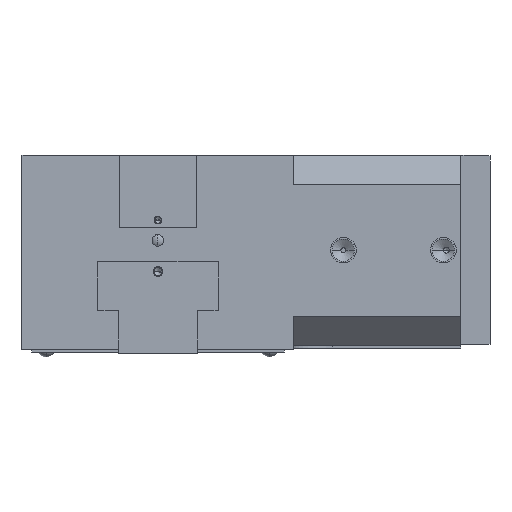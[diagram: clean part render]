
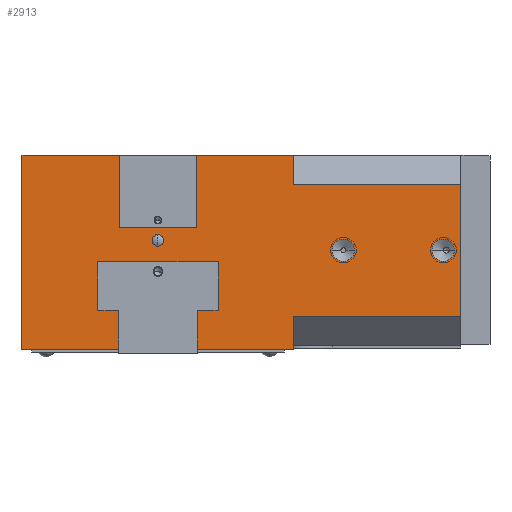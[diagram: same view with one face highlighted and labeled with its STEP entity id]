
A CAD part, left-side view. The second image highlights one B-rep face of the part: STEP entity #2913.
In plain terms, the highlighted planar face has unit normal (-1, 0, 0).
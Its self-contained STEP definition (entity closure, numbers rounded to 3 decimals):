
#2=CARTESIAN_POINT('',(-165.,0.,-44.));
#3=DIRECTION('',(1.,0.,0.));
#4=DIRECTION('',(0.,0.,-1.));
#5=AXIS2_PLACEMENT_3D('',#2,#3,#4);
#7=CARTESIAN_POINT('',(-165.,0.,-44.));
#8=DIRECTION('',(1.,0.,0.));
#9=DIRECTION('',(0.,0.,1.));
#10=AXIS2_PLACEMENT_3D('',#7,#8,#9);
#12=CARTESIAN_POINT('',(-165.,-95.5,-49.));
#13=DIRECTION('',(-1.,0.,0.));
#14=DIRECTION('',(0.,1.,0.));
#15=AXIS2_PLACEMENT_3D('',#12,#13,#14);
#17=CARTESIAN_POINT('',(-165.,-95.5,-49.));
#18=DIRECTION('',(-1.,0.,0.));
#19=DIRECTION('',(0.,-1.,0.));
#20=AXIS2_PLACEMENT_3D('',#17,#18,#19);
#22=CARTESIAN_POINT('',(-165.,-147.,-49.));
#23=DIRECTION('',(-1.,0.,0.));
#24=DIRECTION('',(0.,1.,0.));
#25=AXIS2_PLACEMENT_3D('',#22,#23,#24);
#27=CARTESIAN_POINT('',(-165.,-147.,-49.));
#28=DIRECTION('',(-1.,0.,0.));
#29=DIRECTION('',(0.,-1.,0.));
#30=AXIS2_PLACEMENT_3D('',#27,#28,#29);
#32=DIRECTION('',(0.,-1.,0.));
#33=VECTOR('',#32,86.);
#34=CARTESIAN_POINT('',(-165.,-70.,-15.));
#35=LINE('',#34,#33);
#36=DIRECTION('',(0.,1.,0.));
#37=VECTOR('',#36,86.);
#38=CARTESIAN_POINT('',(-165.,-156.,-83.));
#39=LINE('',#38,#37);
#40=DIRECTION('',(0.,1.,0.));
#41=VECTOR('',#40,49.75);
#42=CARTESIAN_POINT('',(-165.,-70.,-100.));
#43=LINE('',#42,#41);
#44=DIRECTION('',(0.,0.,1.));
#45=VECTOR('',#44,20.);
#46=CARTESIAN_POINT('',(-165.,-20.25,-100.));
#47=LINE('',#46,#45);
#48=DIRECTION('',(0.,-1.,0.));
#49=VECTOR('',#48,10.75);
#50=CARTESIAN_POINT('',(-165.,-20.25,-80.));
#51=LINE('',#50,#49);
#52=DIRECTION('',(0.,0.,1.));
#53=VECTOR('',#52,25.);
#54=CARTESIAN_POINT('',(-165.,-31.,-80.));
#55=LINE('',#54,#53);
#56=DIRECTION('',(0.,1.,0.));
#57=VECTOR('',#56,62.);
#58=CARTESIAN_POINT('',(-165.,-31.,-55.));
#59=LINE('',#58,#57);
#60=DIRECTION('',(0.,0.,-1.));
#61=VECTOR('',#60,25.);
#62=CARTESIAN_POINT('',(-165.,31.,-55.));
#63=LINE('',#62,#61);
#64=DIRECTION('',(0.,-1.,0.));
#65=VECTOR('',#64,10.75);
#66=CARTESIAN_POINT('',(-165.,31.,-80.));
#67=LINE('',#66,#65);
#68=DIRECTION('',(0.,0.,-1.));
#69=VECTOR('',#68,20.);
#70=CARTESIAN_POINT('',(-165.,20.25,-80.));
#71=LINE('',#70,#69);
#72=DIRECTION('',(0.,1.,0.));
#73=VECTOR('',#72,49.75);
#74=CARTESIAN_POINT('',(-165.,20.25,-100.));
#75=LINE('',#74,#73);
#76=DIRECTION('',(0.,0.,1.));
#77=VECTOR('',#76,100.);
#78=CARTESIAN_POINT('',(-165.,70.,-100.));
#79=LINE('',#78,#77);
#80=DIRECTION('',(0.,-1.,0.));
#81=VECTOR('',#80,50.);
#82=CARTESIAN_POINT('',(-165.,70.,0.));
#83=LINE('',#82,#81);
#84=DIRECTION('',(0.,0.,-1.));
#85=VECTOR('',#84,37.5);
#86=CARTESIAN_POINT('',(-165.,20.,0.));
#87=LINE('',#86,#85);
#88=DIRECTION('',(0.,-1.,0.));
#89=VECTOR('',#88,40.);
#90=CARTESIAN_POINT('',(-165.,20.,-37.5));
#91=LINE('',#90,#89);
#92=DIRECTION('',(0.,0.,-1.));
#93=VECTOR('',#92,37.5);
#94=CARTESIAN_POINT('',(-165.,-20.,0.));
#95=LINE('',#94,#93);
#96=DIRECTION('',(0.,-1.,0.));
#97=VECTOR('',#96,50.);
#98=CARTESIAN_POINT('',(-165.,-20.,0.));
#99=LINE('',#98,#97);
#100=DIRECTION('',(0.,0.,-1.));
#101=VECTOR('',#100,15.);
#102=CARTESIAN_POINT('',(-165.,-70.,0.));
#103=LINE('',#102,#101);
#866=DIRECTION('',(0.,0.,1.));
#867=VECTOR('',#866,17.);
#868=CARTESIAN_POINT('',(-165.,-70.,-100.));
#869=LINE('',#868,#867);
#978=DIRECTION('',(0.,0.,1.));
#979=VECTOR('',#978,68.);
#980=CARTESIAN_POINT('',(-165.,-156.,-83.));
#981=LINE('',#980,#979);
#2216=CARTESIAN_POINT('',(-165.,-70.,-100.));
#2217=CARTESIAN_POINT('',(-165.,-20.25,-100.));
#2218=VERTEX_POINT('',#2216);
#2219=VERTEX_POINT('',#2217);
#2220=CARTESIAN_POINT('',(-165.,-20.25,-80.));
#2221=VERTEX_POINT('',#2220);
#2222=CARTESIAN_POINT('',(-165.,-31.,-80.));
#2223=VERTEX_POINT('',#2222);
#2224=CARTESIAN_POINT('',(-165.,-31.,-55.));
#2225=VERTEX_POINT('',#2224);
#2226=CARTESIAN_POINT('',(-165.,31.,-55.));
#2227=VERTEX_POINT('',#2226);
#2228=CARTESIAN_POINT('',(-165.,31.,-80.));
#2229=VERTEX_POINT('',#2228);
#2230=CARTESIAN_POINT('',(-165.,20.25,-80.));
#2231=VERTEX_POINT('',#2230);
#2232=CARTESIAN_POINT('',(-165.,20.25,-100.));
#2233=VERTEX_POINT('',#2232);
#2234=CARTESIAN_POINT('',(-165.,70.,-100.));
#2235=VERTEX_POINT('',#2234);
#2236=CARTESIAN_POINT('',(-165.,70.,0.));
#2237=VERTEX_POINT('',#2236);
#2280=CARTESIAN_POINT('',(-165.,20.,-37.5));
#2281=VERTEX_POINT('',#2280);
#2282=CARTESIAN_POINT('',(-165.,-20.,-37.5));
#2283=VERTEX_POINT('',#2282);
#2288=CARTESIAN_POINT('',(-165.,20.,0.));
#2289=VERTEX_POINT('',#2288);
#2290=CARTESIAN_POINT('',(-165.,-20.,0.));
#2291=VERTEX_POINT('',#2290);
#2537=CARTESIAN_POINT('',(-165.,0.,-47.));
#2539=VERTEX_POINT('',#2537);
#2540=CARTESIAN_POINT('',(-165.,0.,-41.));
#2541=VERTEX_POINT('',#2540);
#2718=CARTESIAN_POINT('',(-165.,-89.75,-49.));
#2719=CARTESIAN_POINT('',(-165.,-101.25,-49.));
#2720=VERTEX_POINT('',#2718);
#2721=VERTEX_POINT('',#2719);
#2734=CARTESIAN_POINT('',(-165.,-141.25,-49.));
#2735=VERTEX_POINT('',#2734);
#2736=CARTESIAN_POINT('',(-165.,-152.75,-49.));
#2737=VERTEX_POINT('',#2736);
#2782=CARTESIAN_POINT('',(-165.,-156.,-83.));
#2783=CARTESIAN_POINT('',(-165.,-70.,-83.));
#2784=VERTEX_POINT('',#2782);
#2785=VERTEX_POINT('',#2783);
#2791=CARTESIAN_POINT('',(-165.,-70.,-15.));
#2793=VERTEX_POINT('',#2791);
#2794=CARTESIAN_POINT('',(-165.,-156.,-15.));
#2795=VERTEX_POINT('',#2794);
#2798=CARTESIAN_POINT('',(-165.,-70.,0.));
#2799=VERTEX_POINT('',#2798);
#2848=CARTESIAN_POINT('',(-165.,0.,0.));
#2849=DIRECTION('',(1.,0.,0.));
#2850=DIRECTION('',(0.,-1.,0.));
#2851=AXIS2_PLACEMENT_3D('',#2848,#2849,#2850);
#2852=PLANE('',#2851);
#2854=ORIENTED_EDGE('',*,*,#2853,.T.);
#2856=ORIENTED_EDGE('',*,*,#2855,.F.);
#2858=ORIENTED_EDGE('',*,*,#2857,.T.);
#2860=ORIENTED_EDGE('',*,*,#2859,.F.);
#2862=ORIENTED_EDGE('',*,*,#2861,.T.);
#2864=ORIENTED_EDGE('',*,*,#2863,.T.);
#2866=ORIENTED_EDGE('',*,*,#2865,.T.);
#2868=ORIENTED_EDGE('',*,*,#2867,.T.);
#2870=ORIENTED_EDGE('',*,*,#2869,.T.);
#2872=ORIENTED_EDGE('',*,*,#2871,.T.);
#2874=ORIENTED_EDGE('',*,*,#2873,.T.);
#2876=ORIENTED_EDGE('',*,*,#2875,.T.);
#2878=ORIENTED_EDGE('',*,*,#2877,.T.);
#2880=ORIENTED_EDGE('',*,*,#2879,.T.);
#2882=ORIENTED_EDGE('',*,*,#2881,.T.);
#2884=ORIENTED_EDGE('',*,*,#2883,.T.);
#2886=ORIENTED_EDGE('',*,*,#2885,.T.);
#2888=ORIENTED_EDGE('',*,*,#2887,.F.);
#2890=ORIENTED_EDGE('',*,*,#2889,.T.);
#2892=ORIENTED_EDGE('',*,*,#2891,.T.);
#2893=EDGE_LOOP('',(#2854,#2856,#2858,#2860,#2862,#2864,#2866,#2868,#2870,#2872,
#2874,#2876,#2878,#2880,#2882,#2884,#2886,#2888,#2890,#2892));
#2894=FACE_OUTER_BOUND('',#2893,.F.);
#2896=ORIENTED_EDGE('',*,*,#2895,.T.);
#2898=ORIENTED_EDGE('',*,*,#2897,.T.);
#2899=EDGE_LOOP('',(#2896,#2898));
#2900=FACE_BOUND('',#2899,.F.);
#2902=ORIENTED_EDGE('',*,*,#2901,.T.);
#2904=ORIENTED_EDGE('',*,*,#2903,.T.);
#2905=EDGE_LOOP('',(#2902,#2904));
#2906=FACE_BOUND('',#2905,.F.);
#2908=ORIENTED_EDGE('',*,*,#2907,.F.);
#2910=ORIENTED_EDGE('',*,*,#2909,.F.);
#2911=EDGE_LOOP('',(#2908,#2910));
#2912=FACE_BOUND('',#2911,.F.);
#6=CIRCLE('',#5,3.);
#11=CIRCLE('',#10,3.);
#16=CIRCLE('',#15,5.75);
#21=CIRCLE('',#20,5.75);
#26=CIRCLE('',#25,5.75);
#31=CIRCLE('',#30,5.75);
#2853=EDGE_CURVE('',#2793,#2795,#35,.T.);
#2855=EDGE_CURVE('',#2784,#2795,#981,.T.);
#2857=EDGE_CURVE('',#2784,#2785,#39,.T.);
#2859=EDGE_CURVE('',#2218,#2785,#869,.T.);
#2861=EDGE_CURVE('',#2218,#2219,#43,.T.);
#2863=EDGE_CURVE('',#2219,#2221,#47,.T.);
#2865=EDGE_CURVE('',#2221,#2223,#51,.T.);
#2867=EDGE_CURVE('',#2223,#2225,#55,.T.);
#2869=EDGE_CURVE('',#2225,#2227,#59,.T.);
#2871=EDGE_CURVE('',#2227,#2229,#63,.T.);
#2873=EDGE_CURVE('',#2229,#2231,#67,.T.);
#2875=EDGE_CURVE('',#2231,#2233,#71,.T.);
#2877=EDGE_CURVE('',#2233,#2235,#75,.T.);
#2879=EDGE_CURVE('',#2235,#2237,#79,.T.);
#2881=EDGE_CURVE('',#2237,#2289,#83,.T.);
#2883=EDGE_CURVE('',#2289,#2281,#87,.T.);
#2885=EDGE_CURVE('',#2281,#2283,#91,.T.);
#2887=EDGE_CURVE('',#2291,#2283,#95,.T.);
#2889=EDGE_CURVE('',#2291,#2799,#99,.T.);
#2891=EDGE_CURVE('',#2799,#2793,#103,.T.);
#2895=EDGE_CURVE('',#2720,#2721,#16,.T.);
#2897=EDGE_CURVE('',#2721,#2720,#21,.T.);
#2901=EDGE_CURVE('',#2735,#2737,#26,.T.);
#2903=EDGE_CURVE('',#2737,#2735,#31,.T.);
#2907=EDGE_CURVE('',#2539,#2541,#6,.T.);
#2909=EDGE_CURVE('',#2541,#2539,#11,.T.);
#2913=ADVANCED_FACE('',(#2894,#2900,#2906,#2912),#2852,.F.);
